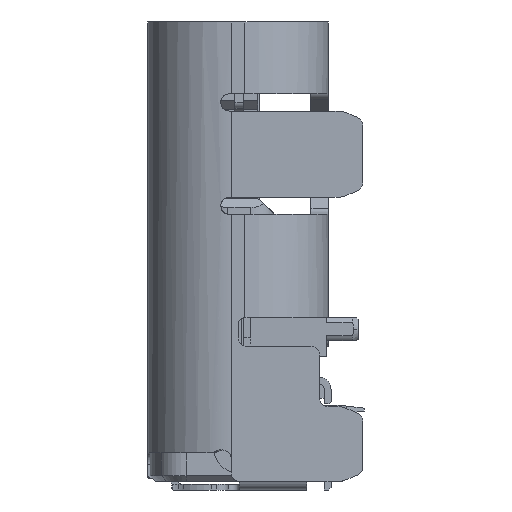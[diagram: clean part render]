
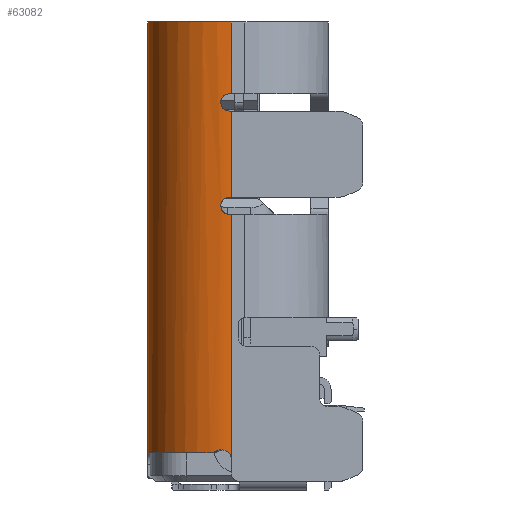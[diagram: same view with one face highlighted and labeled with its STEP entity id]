
A CAD part, left-side view. The second image highlights one B-rep face of the part: STEP entity #63082.
In plain terms, the highlighted cylindrical face has radius 1.45 mm (diameter 2.9 mm), a partial arc.
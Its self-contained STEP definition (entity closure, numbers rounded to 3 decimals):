
#54949=CARTESIAN_POINT('',(-3.02,0.12,4.7));
#54950=DIRECTION('',(0.,0.,-1.));
#54951=DIRECTION('',(-1.,0.,0.));
#54952=AXIS2_PLACEMENT_3D('',#54949,#54950,#54951);
#56638=CARTESIAN_POINT('',(-3.02,0.12,-2.8));
#56639=DIRECTION('',(0.,0.,1.));
#56640=DIRECTION('',(0.,1.,0.));
#56641=AXIS2_PLACEMENT_3D('',#56638,#56639,#56640);
#56647=DIRECTION('',(0.,0.,1.));
#56648=VECTOR('',#56647,7.5);
#56649=CARTESIAN_POINT('',(-3.02,1.57,-2.8));
#56650=LINE('',#56649,#56648);
#56651=DIRECTION('',(0.,0.,-1.));
#56652=VECTOR('',#56651,1.25);
#56653=CARTESIAN_POINT('',(-4.47,0.12,4.7));
#56654=LINE('',#56653,#56652);
#56655=CARTESIAN_POINT('',(-3.02,0.12,3.45));
#56656=DIRECTION('',(0.,0.,-1.));
#56657=DIRECTION('',(-1.,0.,0.));
#56658=AXIS2_PLACEMENT_3D('',#56655,#56656,#56657);
#56660=CARTESIAN_POINT('',(-4.47,0.15,3.45));
#56661=CARTESIAN_POINT('',(-4.469,0.166,3.45));
#56662=CARTESIAN_POINT('',(-4.468,0.197,
3.445));
#56663=CARTESIAN_POINT('',(-4.465,0.24,
3.423));
#56664=CARTESIAN_POINT('',(-4.462,0.273,
3.39));
#56665=CARTESIAN_POINT('',(-4.459,0.295,
3.347));
#56666=CARTESIAN_POINT('',(-4.458,0.302,
3.3));
#56667=CARTESIAN_POINT('',(-4.459,0.295,
3.253));
#56668=CARTESIAN_POINT('',(-4.462,0.274,
3.211));
#56669=CARTESIAN_POINT('',(-4.465,0.24,
3.177));
#56670=CARTESIAN_POINT('',(-4.468,0.197,
3.155));
#56671=CARTESIAN_POINT('',(-4.469,0.166,3.15));
#56672=CARTESIAN_POINT('',(-4.47,0.15,3.15));
#56674=DIRECTION('',(0.,0.,-1.));
#56675=VECTOR('',#56674,1.5);
#56676=CARTESIAN_POINT('',(-4.47,0.12,3.15));
#56677=LINE('',#56676,#56675);
#56678=CARTESIAN_POINT('',(-3.02,0.12,1.65));
#56679=DIRECTION('',(0.,0.,-1.));
#56680=DIRECTION('',(-1.,0.,0.));
#56681=AXIS2_PLACEMENT_3D('',#56678,#56679,#56680);
#56683=CARTESIAN_POINT('',(-4.47,0.15,1.65));
#56684=CARTESIAN_POINT('',(-4.469,0.166,1.65));
#56685=CARTESIAN_POINT('',(-4.468,0.197,
1.645));
#56686=CARTESIAN_POINT('',(-4.465,0.24,
1.623));
#56687=CARTESIAN_POINT('',(-4.462,0.273,
1.59));
#56688=CARTESIAN_POINT('',(-4.459,0.295,
1.547));
#56689=CARTESIAN_POINT('',(-4.458,0.302,
1.5));
#56690=CARTESIAN_POINT('',(-4.459,0.295,
1.453));
#56691=CARTESIAN_POINT('',(-4.462,0.274,
1.411));
#56692=CARTESIAN_POINT('',(-4.465,0.24,
1.377));
#56693=CARTESIAN_POINT('',(-4.468,0.197,
1.355));
#56694=CARTESIAN_POINT('',(-4.469,0.166,1.35));
#56695=CARTESIAN_POINT('',(-4.47,0.15,1.35));
#56697=DIRECTION('',(0.,0.,-1.));
#56698=VECTOR('',#56697,4.25);
#56699=CARTESIAN_POINT('',(-4.47,0.12,1.35));
#56700=LINE('',#56699,#56698);
#56701=CARTESIAN_POINT('',(-4.47,0.12,-2.9));
#56702=CARTESIAN_POINT('',(-4.47,0.12,-2.886));
#56703=CARTESIAN_POINT('',(-4.47,0.124,
-2.859));
#56704=CARTESIAN_POINT('',(-4.47,0.147,
-2.816));
#56705=CARTESIAN_POINT('',(-4.469,0.182,
-2.782));
#56706=CARTESIAN_POINT('',(-4.466,0.227,
-2.759));
#56707=CARTESIAN_POINT('',(-4.461,0.282,
-2.748));
#56708=CARTESIAN_POINT('',(-4.454,0.338,
-2.752));
#56709=CARTESIAN_POINT('',(-4.448,0.373,
-2.765));
#56710=CARTESIAN_POINT('',(-4.445,0.39,-2.775));
#56712=CARTESIAN_POINT('',(-4.445,0.39,-2.775));
#56713=CARTESIAN_POINT('',(-4.443,0.399,
-2.78));
#56714=CARTESIAN_POINT('',(-4.439,0.418,
-2.789));
#56715=CARTESIAN_POINT('',(-4.432,0.45,
-2.798));
#56716=CARTESIAN_POINT('',(-4.427,0.472,-2.8));
#56717=CARTESIAN_POINT('',(-4.424,0.484,-2.8));
#56777=CARTESIAN_POINT('',(-3.02,0.12,3.15));
#56778=DIRECTION('',(0.,0.,-1.));
#56779=DIRECTION('',(-1.,0.,0.));
#56780=AXIS2_PLACEMENT_3D('',#56777,#56778,#56779);
#56892=CARTESIAN_POINT('',(-3.02,0.12,1.35));
#56893=DIRECTION('',(0.,0.,-1.));
#56894=DIRECTION('',(-1.,0.,0.));
#56895=AXIS2_PLACEMENT_3D('',#56892,#56893,#56894);
#59406=CARTESIAN_POINT('',(-3.02,1.57,4.7));
#59407=VERTEX_POINT('',#59406);
#59410=CARTESIAN_POINT('',(-4.47,0.12,4.7));
#59411=VERTEX_POINT('',#59410);
#59666=CARTESIAN_POINT('',(-4.47,0.12,3.45));
#59667=VERTEX_POINT('',#59666);
#59678=CARTESIAN_POINT('',(-4.47,0.12,-2.9));
#59679=VERTEX_POINT('',#59678);
#59680=CARTESIAN_POINT('',(-4.47,0.12,1.35));
#59681=VERTEX_POINT('',#59680);
#59718=CARTESIAN_POINT('',(-4.47,0.12,1.65));
#59719=VERTEX_POINT('',#59718);
#59720=CARTESIAN_POINT('',(-4.47,0.12,3.15));
#59721=VERTEX_POINT('',#59720);
#59724=CARTESIAN_POINT('',(-3.02,1.57,-2.8));
#59725=CARTESIAN_POINT('',(-4.424,0.484,-2.8));
#59726=VERTEX_POINT('',#59724);
#59727=VERTEX_POINT('',#59725);
#59728=CARTESIAN_POINT('',(-4.47,0.15,3.45));
#59729=VERTEX_POINT('',#59728);
#59730=VERTEX_POINT('',#56672);
#59731=CARTESIAN_POINT('',(-4.47,0.15,1.65));
#59732=VERTEX_POINT('',#59731);
#59733=VERTEX_POINT('',#56695);
#59734=VERTEX_POINT('',#56710);
#63050=CARTESIAN_POINT('',(-3.02,0.12,-3.3));
#63051=DIRECTION('',(0.,0.,1.));
#63052=DIRECTION('',(1.,0.,0.));
#63053=AXIS2_PLACEMENT_3D('',#63050,#63051,#63052);
#63054=CYLINDRICAL_SURFACE('',#63053,1.45);
#63055=ORIENTED_EDGE('',*,*,#63043,.F.);
#63056=ORIENTED_EDGE('',*,*,#62941,.T.);
#63057=ORIENTED_EDGE('',*,*,#60765,.F.);
#63059=ORIENTED_EDGE('',*,*,#63058,.T.);
#63061=ORIENTED_EDGE('',*,*,#63060,.T.);
#63063=ORIENTED_EDGE('',*,*,#63062,.T.);
#63065=ORIENTED_EDGE('',*,*,#63064,.F.);
#63067=ORIENTED_EDGE('',*,*,#63066,.T.);
#63069=ORIENTED_EDGE('',*,*,#63068,.T.);
#63071=ORIENTED_EDGE('',*,*,#63070,.T.);
#63073=ORIENTED_EDGE('',*,*,#63072,.F.);
#63075=ORIENTED_EDGE('',*,*,#63074,.T.);
#63077=ORIENTED_EDGE('',*,*,#63076,.T.);
#63079=ORIENTED_EDGE('',*,*,#63078,.T.);
#63080=EDGE_LOOP('',(#63055,#63056,#63057,#63059,#63061,#63063,#63065,#63067,
#63069,#63071,#63073,#63075,#63077,#63079));
#63081=FACE_OUTER_BOUND('',#63080,.F.);
#54953=CIRCLE('',#54952,1.45);
#56642=CIRCLE('',#56641,1.45);
#56659=CIRCLE('',#56658,1.45);
#56673=B_SPLINE_CURVE_WITH_KNOTS('',3,(#56660,#56661,#56662,#56663,#56664,
#56665,#56666,#56667,#56668,#56669,#56670,#56671,#56672),.UNSPECIFIED.,.F.,.F.,(
4,1,1,1,1,1,1,1,1,1,4),(0.,0.1,0.2,0.3,0.4,0.5,0.6,0.7,0.8,
0.9,1.),.UNSPECIFIED.);
#56682=CIRCLE('',#56681,1.45);
#56696=B_SPLINE_CURVE_WITH_KNOTS('',3,(#56683,#56684,#56685,#56686,#56687,
#56688,#56689,#56690,#56691,#56692,#56693,#56694,#56695),.UNSPECIFIED.,.F.,.F.,(
4,1,1,1,1,1,1,1,1,1,4),(0.,0.1,0.2,0.3,0.4,0.5,0.6,0.7,0.8,
0.9,1.),.UNSPECIFIED.);
#56711=B_SPLINE_CURVE_WITH_KNOTS('',3,(#56701,#56702,#56703,#56704,#56705,
#56706,#56707,#56708,#56709,#56710),.UNSPECIFIED.,.F.,.F.,(4,1,1,1,1,1,1,4),(
0.,0.143,0.286,0.429,0.571,
0.714,0.857,1.),.UNSPECIFIED.);
#56718=B_SPLINE_CURVE_WITH_KNOTS('',3,(#56712,#56713,#56714,#56715,#56716,
#56717),.UNSPECIFIED.,.F.,.F.,(4,1,1,4),(0.,0.333,
0.667,1.),.UNSPECIFIED.);
#56781=CIRCLE('',#56780,1.45);
#56896=CIRCLE('',#56895,1.45);
#60765=EDGE_CURVE('',#59411,#59407,#54953,.T.);
#62941=EDGE_CURVE('',#59726,#59407,#56650,.T.);
#63043=EDGE_CURVE('',#59726,#59727,#56642,.T.);
#63058=EDGE_CURVE('',#59411,#59667,#56654,.T.);
#63060=EDGE_CURVE('',#59667,#59729,#56659,.T.);
#63062=EDGE_CURVE('',#59729,#59730,#56673,.T.);
#63064=EDGE_CURVE('',#59721,#59730,#56781,.T.);
#63066=EDGE_CURVE('',#59721,#59719,#56677,.T.);
#63068=EDGE_CURVE('',#59719,#59732,#56682,.T.);
#63070=EDGE_CURVE('',#59732,#59733,#56696,.T.);
#63072=EDGE_CURVE('',#59681,#59733,#56896,.T.);
#63074=EDGE_CURVE('',#59681,#59679,#56700,.T.);
#63076=EDGE_CURVE('',#59679,#59734,#56711,.T.);
#63078=EDGE_CURVE('',#59734,#59727,#56718,.T.);
#63082=ADVANCED_FACE('',(#63081),#63054,.T.);
